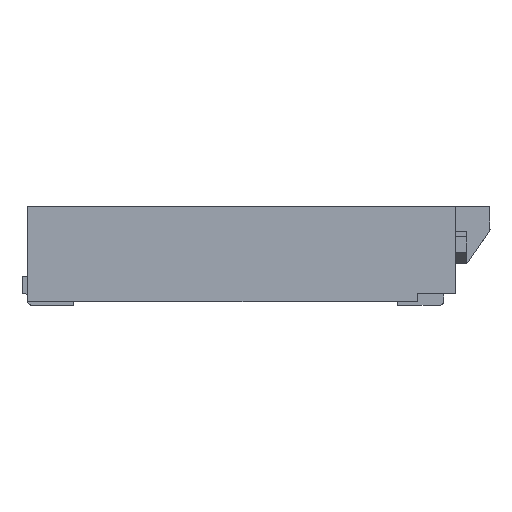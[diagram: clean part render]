
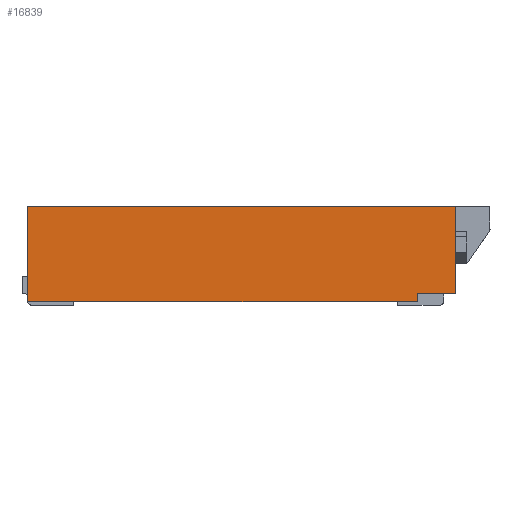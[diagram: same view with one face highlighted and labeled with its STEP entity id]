
A CAD part, left-side view. The second image highlights one B-rep face of the part: STEP entity #16839.
In plain terms, the highlighted planar face has unit normal (-1, 0, 0).
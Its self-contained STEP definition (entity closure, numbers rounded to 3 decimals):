
#484 = CARTESIAN_POINT ( 'NONE',  ( -2.3, -3.7, 0. ) ) ;
#738 = DIRECTION ( 'NONE',  ( 0., 1., 0. ) ) ;
#1261 = VECTOR ( 'NONE', #5324, 1000. ) ;
#1397 = DIRECTION ( 'NONE',  ( 0., -1., 0. ) ) ;
#1405 = VECTOR ( 'NONE', #25012, 1000. ) ;
#1684 = VECTOR ( 'NONE', #1397, 1000. ) ;
#2912 = CARTESIAN_POINT ( 'NONE',  ( -2.3, -3.37, -0.82 ) ) ;
#4214 = EDGE_CURVE ( 'NONE', #17184, #24741, #8302, .T. ) ;
#4217 = CARTESIAN_POINT ( 'NONE',  ( -2.3, -3.7, 0. ) ) ;
#4859 = CARTESIAN_POINT ( 'NONE',  ( -2.3, -3.7, -0.75 ) ) ;
#5324 = DIRECTION ( 'NONE',  ( 0., 0., 1. ) ) ;
#5751 = ORIENTED_EDGE ( 'NONE', *, *, #27176, .T. ) ;
#5952 = EDGE_CURVE ( 'NONE', #17184, #18009, #31083, .T. ) ;
#6949 = ORIENTED_EDGE ( 'NONE', *, *, #10965, .F. ) ;
#7684 = LINE ( 'NONE', #4217, #7797 ) ;
#7797 = VECTOR ( 'NONE', #738, 1000. ) ;
#8302 = LINE ( 'NONE', #4859, #1684 ) ;
#8784 = CARTESIAN_POINT ( 'NONE',  ( -2.3, 0., 0. ) ) ;
#9137 = FACE_OUTER_BOUND ( 'NONE', #17955, .T. ) ;
#9224 = ORIENTED_EDGE ( 'NONE', *, *, #20952, .F. ) ;
#10564 = DIRECTION ( 'NONE',  ( 0., 0., 1. ) ) ;
#10835 = CARTESIAN_POINT ( 'NONE',  ( -2.3, -3.37, -0.82 ) ) ;
#10965 = EDGE_CURVE ( 'NONE', #18009, #26842, #31771, .T. ) ;
#12325 = LINE ( 'NONE', #8784, #1261 ) ;
#13429 = CARTESIAN_POINT ( 'NONE',  ( -2.3, -3.7, -0.75 ) ) ;
#13469 = ORIENTED_EDGE ( 'NONE', *, *, #4214, .T. ) ;
#14110 = DIRECTION ( 'NONE',  ( 1., 0., 0. ) ) ;
#14385 = CARTESIAN_POINT ( 'NONE',  ( -2.3, -3.37, -0.797 ) ) ;
#14794 = EDGE_CURVE ( 'NONE', #15410, #24343, #7684, .T. ) ;
#15410 = VERTEX_POINT ( 'NONE', #484 ) ;
#16839 = ADVANCED_FACE ( 'NONE', ( #9137 ), #21147, .F. ) ;
#17184 = VERTEX_POINT ( 'NONE', #17611 ) ;
#17375 = AXIS2_PLACEMENT_3D ( 'NONE', #17672, #14110, #10564 ) ;
#17611 = CARTESIAN_POINT ( 'NONE',  ( -2.3, -3.37, -0.75 ) ) ;
#17672 = CARTESIAN_POINT ( 'NONE',  ( -2.3, -3.7, 0. ) ) ;
#17935 = CARTESIAN_POINT ( 'NONE',  ( -2.3, -3.37, -0.773 ) ) ;
#17955 = EDGE_LOOP ( 'NONE', ( #5751, #28157, #9224, #6949, #19836, #13469 ) ) ;
#18009 = VERTEX_POINT ( 'NONE', #2912 ) ;
#19836 = ORIENTED_EDGE ( 'NONE', *, *, #5952, .F. ) ;
#20459 = DIRECTION ( 'NONE',  ( 0., 0., 1. ) ) ;
#20952 = EDGE_CURVE ( 'NONE', #26842, #24343, #12325, .T. ) ;
#21147 = PLANE ( 'NONE',  #17375 ) ;
#22067 = VECTOR ( 'NONE', #20459, 1000. ) ;
#23961 = CARTESIAN_POINT ( 'NONE',  ( -2.3, -3.7, 0. ) ) ;
#24343 = VERTEX_POINT ( 'NONE', #33166 ) ;
#24741 = VERTEX_POINT ( 'NONE', #13429 ) ;
#24895 = CARTESIAN_POINT ( 'NONE',  ( -2.3, -3.37, -0.75 ) ) ;
#25012 = DIRECTION ( 'NONE',  ( 0., 1., 0. ) ) ;
#26842 = VERTEX_POINT ( 'NONE', #28763 ) ;
#27176 = EDGE_CURVE ( 'NONE', #24741, #15410, #27340, .T. ) ;
#27340 = LINE ( 'NONE', #23961, #22067 ) ;
#28157 = ORIENTED_EDGE ( 'NONE', *, *, #14794, .T. ) ;
#28393 = CARTESIAN_POINT ( 'NONE',  ( -2.3, -3.7, -0.82 ) ) ;
#28763 = CARTESIAN_POINT ( 'NONE',  ( -2.3, 0., -0.82 ) ) ;
#31083 = B_SPLINE_CURVE_WITH_KNOTS ( 'NONE', 3,
 ( #24895, #17935, #14385, #10835 ),
 .UNSPECIFIED., .F., .F.,
 ( 4, 4 ),
 ( 0., 1. ),
 .UNSPECIFIED. ) ;
#31771 = LINE ( 'NONE', #28393, #1405 ) ;
#33166 = CARTESIAN_POINT ( 'NONE',  ( -2.3, 0., 0. ) ) ;
